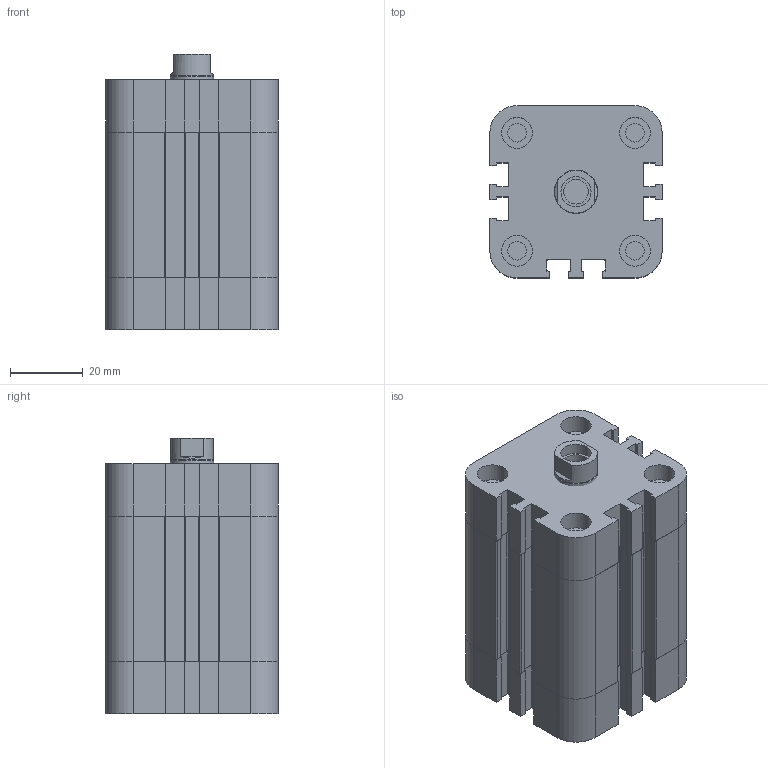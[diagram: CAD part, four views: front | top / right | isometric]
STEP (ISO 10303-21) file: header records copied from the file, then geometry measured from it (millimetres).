
FILE_DESCRIPTION((''),'2;1');
FILE_NAME('154#_32_0025_01_#-01.iam.stp','2011-03-29T08:11:05',(''),(''),'Autodesk Inventor 2011','Autodesk Inventor 2011','');
FILE_SCHEMA(('AUTOMOTIVE_DESIGN { 1 0 10303 214 1 1 1 1 }'));
Length unit declared in the file: millimetre
Products named in the file (5): 154#_32_0025_01_#-01; 1532_510; 1540_503_32_0025; 1540_504_32_0025; 1532_509
Assembly tree (4 placements, depth 2):
  154#_32_0025_01_#-01
    1532_510
    1540_503_32_0025
    1540_504_32_0025
    1532_509
Bounding box: 47.5 x 47.5 x 76 mm (x, y, z)
Volume: 117807.1 mm3; surface area: 39862.6 mm2
Topology: 4 solids, 4 shells, 269 faces, 740 edges, 493 vertices
Faces by surface type: plane 182, cylinder 86, cone 1
Full cylindrical faces by diameter (mm): 5.1 x8, 6.8 x1, 8.3 x1, 8.5 x8, 8.7 x2, 9 x1, 10 x1, 11.8 x1, 12 x1, 32 x2
Entity records: 8695 total; most frequent: CARTESIAN_POINT 1480, DIRECTION 1442, ORIENTED_EDGE 1422, EDGE_CURVE 711, VECTOR 536, LINE 536, VERTEX_POINT 491, AXIS2_PLACEMENT_3D 453
